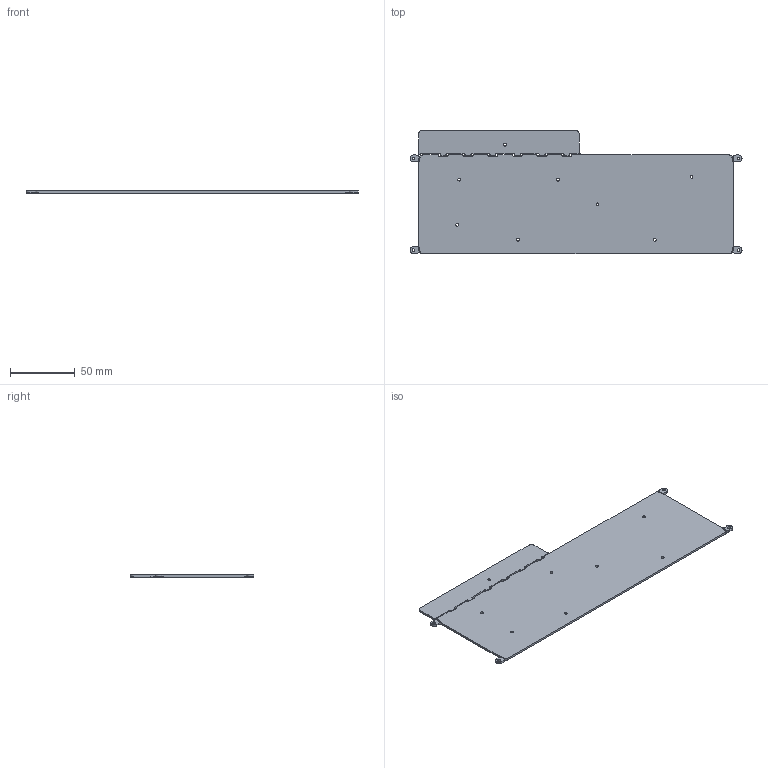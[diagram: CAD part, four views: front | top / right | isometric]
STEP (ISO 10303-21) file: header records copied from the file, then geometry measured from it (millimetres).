
FILE_DESCRIPTION(('KiCad electronic assembly'),'2;1');
FILE_NAME('Hull_V4N_Tray_Base.step','2023-07-19T19:39:59',('Pcbnew'),( 'Kicad'),'Open CASCADE STEP processor 7.6','KiCad to STEP converter' ,'Unknown');
FILE_SCHEMA(('AUTOMOTIVE_DESIGN { 1 0 10303 214 1 1 1 1 }'));
Length unit declared in the file: millimetre
Products named in the file (2): Hull_V4N_Tray_Base 1; Hull_V4N_Tray_Base PCB
Assembly tree (1 placements, depth 2):
  Hull_V4N_Tray_Base 1
    Hull_V4N_Tray_Base PCB
Bounding box: 256.24 x 95.25 x 1.58 mm (x, y, z)
Volume: 32901 mm3; surface area: 43381.8 mm2
Topology: 1 solids, 1 shells, 656 faces, 1962 edges, 1308 vertices
Faces by surface type: plane 594, cylinder 62
Full cylindrical faces by diameter (mm): 0.5 x50, 2.2 x12
Entity records: 47923 total; most frequent: CARTESIAN_POINT 8596, DIRECTION 7202, LINE 5638, VECTOR 5638, ORIENTED_EDGE 3924, PCURVE 3924, DEFINITIONAL_REPRESENTATION 3924, EDGE_CURVE 1962
